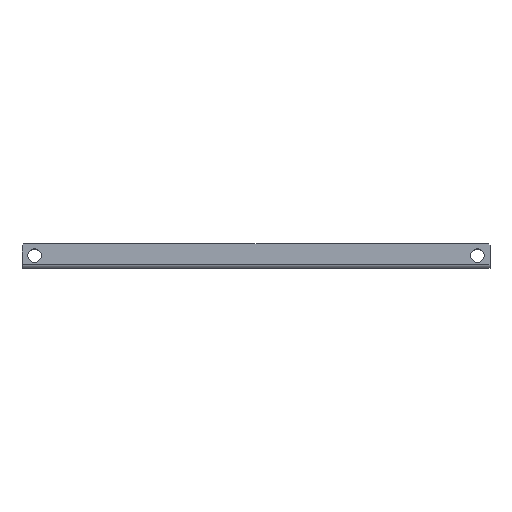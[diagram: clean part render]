
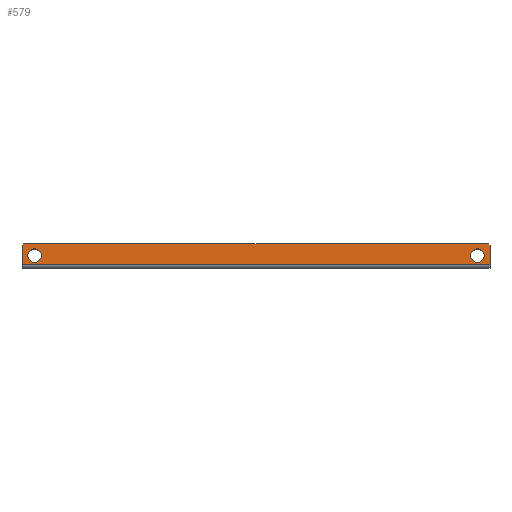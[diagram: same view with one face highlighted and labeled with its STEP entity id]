
A CAD part, top view. The second image highlights one B-rep face of the part: STEP entity #579.
In plain terms, the highlighted planar face has unit normal (0, 0, 1).
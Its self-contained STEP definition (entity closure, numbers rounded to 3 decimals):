
#579=ADVANCED_FACE('',(#1224,#1225,#1226),#1227,.T.);
#1224=FACE_BOUND('',#1892,.T.);
#1225=FACE_BOUND('',#1893,.T.);
#1226=FACE_OUTER_BOUND('',#1894,.T.);
#1227=PLANE('',#1895);
#1892=EDGE_LOOP('',(#3609,#3610));
#1893=EDGE_LOOP('',(#3611,#3612));
#1894=EDGE_LOOP('',(#3613,#3614,#3615,#3616,#3617,#3618));
#1895=AXIS2_PLACEMENT_3D('',#3619,#3620,#3621);
#3609=ORIENTED_EDGE('',*,*,#4432,.T.);
#3610=ORIENTED_EDGE('',*,*,#4434,.T.);
#3611=ORIENTED_EDGE('',*,*,#4427,.T.);
#3612=ORIENTED_EDGE('',*,*,#4437,.T.);
#3613=ORIENTED_EDGE('',*,*,#4665,.T.);
#3614=ORIENTED_EDGE('',*,*,#4666,.T.);
#3615=ORIENTED_EDGE('',*,*,#4555,.T.);
#3616=ORIENTED_EDGE('',*,*,#4661,.T.);
#3617=ORIENTED_EDGE('',*,*,#4548,.T.);
#3618=ORIENTED_EDGE('',*,*,#4667,.T.);
#3619=CARTESIAN_POINT('',(0.,4.,710.669));
#3620=DIRECTION('',(0.,0.,1.0));
#3621=DIRECTION('',(0.0,-1.0,0.));
#4427=EDGE_CURVE('',#5447,#5451,#5453,.T.);
#4432=EDGE_CURVE('',#5456,#5460,#5462,.T.);
#4434=EDGE_CURVE('',#5460,#5456,#5464,.T.);
#4437=EDGE_CURVE('',#5451,#5447,#5467,.T.);
#4548=EDGE_CURVE('',#5633,#5631,#5634,.T.);
#4555=EDGE_CURVE('',#5646,#5644,#5647,.T.);
#4661=EDGE_CURVE('',#5644,#5633,#5815,.T.);
#4665=EDGE_CURVE('',#5819,#5820,#5821,.T.);
#4666=EDGE_CURVE('',#5820,#5646,#5822,.T.);
#4667=EDGE_CURVE('',#5631,#5819,#5823,.T.);
#5447=VERTEX_POINT('',#6853);
#5451=VERTEX_POINT('',#6858);
#5453=CIRCLE('',#6861,17.5);
#5456=VERTEX_POINT('',#6864);
#5460=VERTEX_POINT('',#6869);
#5462=CIRCLE('',#6872,17.5);
#5464=CIRCLE('',#6874,17.5);
#5467=CIRCLE('',#6877,17.5);
#5631=VERTEX_POINT('',#7093);
#5633=VERTEX_POINT('',#7096);
#5634=LINE('',#7097,#7098);
#5644=VERTEX_POINT('',#7111);
#5646=VERTEX_POINT('',#7113);
#5647=LINE('',#7114,#7115);
#5815=LINE('',#7379,#7380);
#5819=VERTEX_POINT('',#7385);
#5820=VERTEX_POINT('',#7386);
#5821=LINE('',#7387,#7388);
#5822=LINE('',#7389,#7390);
#5823=LINE('',#7391,#7392);
#6853=CARTESIAN_POINT('',(1160.0,13.5,710.669));
#6858=CARTESIAN_POINT('',(1160.0,48.5,710.669));
#6861=AXIS2_PLACEMENT_3D('',#8037,#8038,#8039);
#6864=CARTESIAN_POINT('',(32.0,13.5,710.669));
#6869=CARTESIAN_POINT('',(32.0,48.5,710.669));
#6872=AXIS2_PLACEMENT_3D('',#8045,#8046,#8047);
#6874=AXIS2_PLACEMENT_3D('',#8048,#8049,#8050);
#6877=AXIS2_PLACEMENT_3D('',#8054,#8055,#8056);
#7093=CARTESIAN_POINT('',(1192.0,56.,710.669));
#7096=CARTESIAN_POINT('',(1192.0,8.,710.669));
#7097=CARTESIAN_POINT('',(1192.0,61.0,710.669));
#7098=VECTOR('',#8200,1.0);
#7111=CARTESIAN_POINT('',(0.,8.,710.669));
#7113=CARTESIAN_POINT('',(0.,56.0,710.669));
#7114=CARTESIAN_POINT('',(0.,4.,710.669));
#7115=VECTOR('',#8210,1.0);
#7379=CARTESIAN_POINT('',(0.,8.,710.669));
#7380=VECTOR('',#8310,1.0);
#7385=CARTESIAN_POINT('',(1187.0,61.0,710.669));
#7386=CARTESIAN_POINT('',(5.0,61.0,710.669));
#7387=CARTESIAN_POINT('',(0.,61.0,710.669));
#7388=VECTOR('',#8312,1.0);
#7389=CARTESIAN_POINT('',(-26.0,30.,710.669));
#7390=VECTOR('',#8313,1.0);
#7391=CARTESIAN_POINT('',(622.,626.0,710.669));
#7392=VECTOR('',#8314,1.0);
#8037=CARTESIAN_POINT('',(1160.0,31.,710.669));
#8038=DIRECTION('',(0.,0.,-1.0));
#8039=DIRECTION('',(0.0,-1.0,0.));
#8045=CARTESIAN_POINT('',(32.0,31.,710.669));
#8046=DIRECTION('',(0.,0.,-1.0));
#8047=DIRECTION('',(0.0,-1.0,0.));
#8048=CARTESIAN_POINT('',(32.0,31.,710.669));
#8049=DIRECTION('',(0.,0.,-1.0));
#8050=DIRECTION('',(0.0,-1.0,0.));
#8054=CARTESIAN_POINT('',(1160.0,31.,710.669));
#8055=DIRECTION('',(0.,0.,-1.0));
#8056=DIRECTION('',(0.0,-1.0,0.));
#8200=DIRECTION('',(0.0,1.0,0.));
#8210=DIRECTION('',(0.0,-1.0,0.));
#8310=DIRECTION('',(1.0,0.,0.));
#8312=DIRECTION('',(-1.0,0.0,0.));
#8313=DIRECTION('',(-0.707,-0.707,0.));
#8314=DIRECTION('',(-0.707,0.707,0.));
